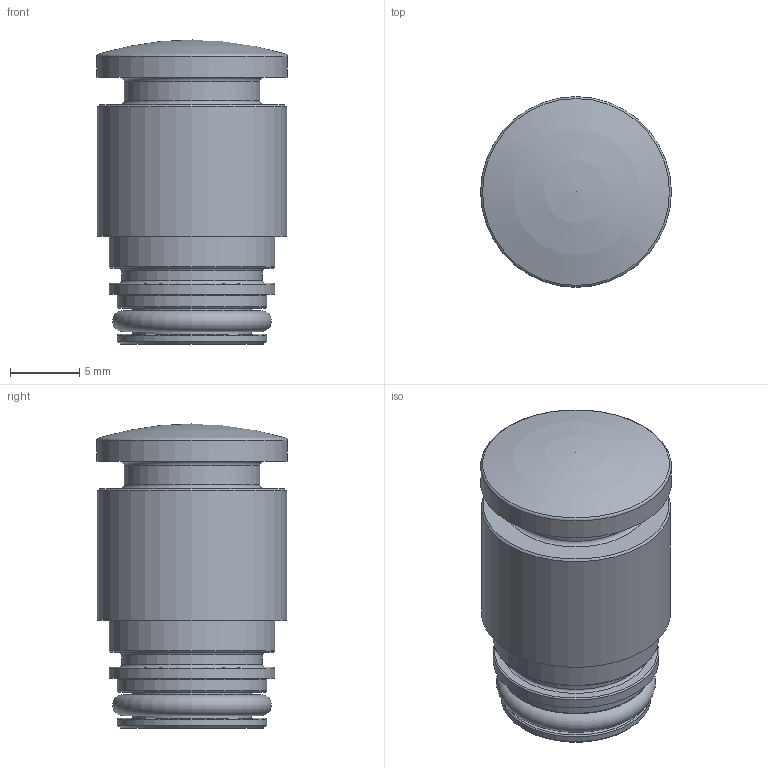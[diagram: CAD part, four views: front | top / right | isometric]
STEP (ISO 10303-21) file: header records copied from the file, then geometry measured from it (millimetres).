
FILE_DESCRIPTION(/* description */ ('STEP AP214'),/* implementation_level */ '2;1');
FILE_NAME(/* name */ '172987_QSP14-PTB',/* time_stamp */ '2024-09-14T14:23:01+02:00',/* author */ ('License CC BY-ND 4.0'),/* organization */ ('CADENAS'),/* preprocessor_version */ 'ST-DEVELOPER v19.3',/* originating_system */ 'PARTsolutions',/* authorisation */ ' ');
FILE_SCHEMA (('AUTOMOTIVE_DESIGN {1 0 10303 214 3 1 1}'));
Length unit declared in the file: millimetre
Products named in the file (1): 172987 QSP14-PTB---(high)
Bounding box: 13.8 x 13.8 x 22 mm (x, y, z)
Volume: 1847.5 mm3; surface area: 1914.8 mm2
Topology: 1 solids, 1 shells, 36 faces, 67 edges, 40 vertices
Faces by surface type: torus 12, cylinder 11, plane 9, sphere 2, cone 2
Full cylindrical faces by diameter (mm): 7 x1, 8.6 x2, 9.8 x1, 10.2 x1, 10.8 x2, 12 x2, 13.7 x1, 13.8 x1
Entity records: 990 total; most frequent: DIRECTION 144, CARTESIAN_POINT 107, AXIS2_PLACEMENT_3D 72, ORIENTED_EDGE 70, EDGE_LOOP 70, FACE_BOUND 70, STYLED_ITEM 36, PRESENTATION_STYLE_ASSIGNMENT 36
